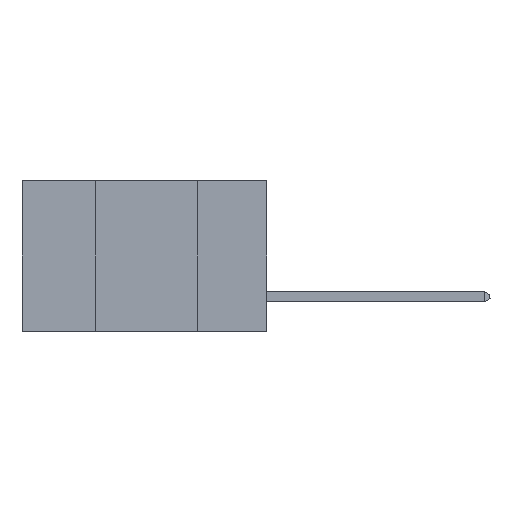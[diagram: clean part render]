
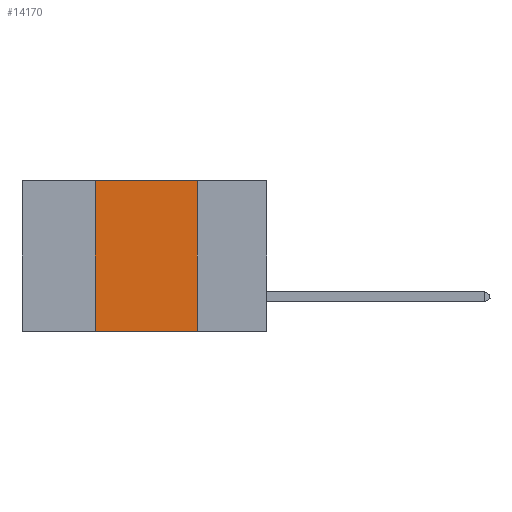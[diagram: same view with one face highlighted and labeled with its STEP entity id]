
A CAD part, left-side view. The second image highlights one B-rep face of the part: STEP entity #14170.
In plain terms, the highlighted planar face has unit normal (-1, 0, 0).
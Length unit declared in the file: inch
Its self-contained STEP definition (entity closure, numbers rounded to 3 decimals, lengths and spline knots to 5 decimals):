
#814 = CARTESIAN_POINT ( 'NONE',  ( 0., 0.17, -0.37 ) ) ;
#1814 = VERTEX_POINT ( 'NONE', #16915 ) ;
#2782 = CARTESIAN_POINT ( 'NONE',  ( 0., 0.42, -0.37 ) ) ;
#3836 = FACE_OUTER_BOUND ( 'NONE', #14485, .T. ) ;
#4212 = CARTESIAN_POINT ( 'NONE',  ( 0., 0.17, 0. ) ) ;
#4783 = CARTESIAN_POINT ( 'NONE',  ( 0., 0.6, 0. ) ) ;
#7797 = VERTEX_POINT ( 'NONE', #814 ) ;
#8950 = DIRECTION ( 'NONE',  ( 1., 0., 0. ) ) ;
#10211 = DIRECTION ( 'NONE',  ( 0., -1., 0. ) ) ;
#10397 = CARTESIAN_POINT ( 'NONE',  ( 0., 0.6, -0.37 ) ) ;
#10533 = DIRECTION ( 'NONE',  ( 0., 0., -1. ) ) ;
#11131 = LINE ( 'NONE', #21521, #12091 ) ;
#11323 = LINE ( 'NONE', #23319, #11658 ) ;
#11658 = VECTOR ( 'NONE', #21341, 39.37008 ) ;
#11919 = DIRECTION ( 'NONE',  ( 0., -1., 0. ) ) ;
#12091 = VECTOR ( 'NONE', #11919, 39.37008 ) ;
#12423 = VERTEX_POINT ( 'NONE', #2782 ) ;
#12839 = PLANE ( 'NONE',  #25756 ) ;
#14170 = ADVANCED_FACE ( 'NONE', ( #3836 ), #12839, .F. ) ;
#14485 = EDGE_LOOP ( 'NONE', ( #26643, #20405, #23817, #22232 ) ) ;
#14814 = VECTOR ( 'NONE', #10211, 39.37008 ) ;
#16380 = LINE ( 'NONE', #4212, #20920 ) ;
#16915 = CARTESIAN_POINT ( 'NONE',  ( 0., 0.42, 0. ) ) ;
#18313 = EDGE_CURVE ( 'NONE', #12423, #1814, #11323, .T. ) ;
#18592 = VERTEX_POINT ( 'NONE', #19913 ) ;
#19230 = EDGE_CURVE ( 'NONE', #12423, #7797, #22285, .T. ) ;
#19913 = CARTESIAN_POINT ( 'NONE',  ( 0., 0.17, 0. ) ) ;
#20405 = ORIENTED_EDGE ( 'NONE', *, *, #22268, .F. ) ;
#20920 = VECTOR ( 'NONE', #10533, 39.37008 ) ;
#21157 = EDGE_CURVE ( 'NONE', #18592, #7797, #16380, .T. ) ;
#21341 = DIRECTION ( 'NONE',  ( 0., 0., 1. ) ) ;
#21521 = CARTESIAN_POINT ( 'NONE',  ( 0., 0.6, 0. ) ) ;
#22232 = ORIENTED_EDGE ( 'NONE', *, *, #19230, .T. ) ;
#22268 = EDGE_CURVE ( 'NONE', #1814, #18592, #11131, .T. ) ;
#22285 = LINE ( 'NONE', #10397, #14814 ) ;
#23319 = CARTESIAN_POINT ( 'NONE',  ( 0., 0.42, 0. ) ) ;
#23817 = ORIENTED_EDGE ( 'NONE', *, *, #18313, .F. ) ;
#25556 = DIRECTION ( 'NONE',  ( 0., 0., -1. ) ) ;
#25756 = AXIS2_PLACEMENT_3D ( 'NONE', #4783, #8950, #25556 ) ;
#26643 = ORIENTED_EDGE ( 'NONE', *, *, #21157, .F. ) ;
